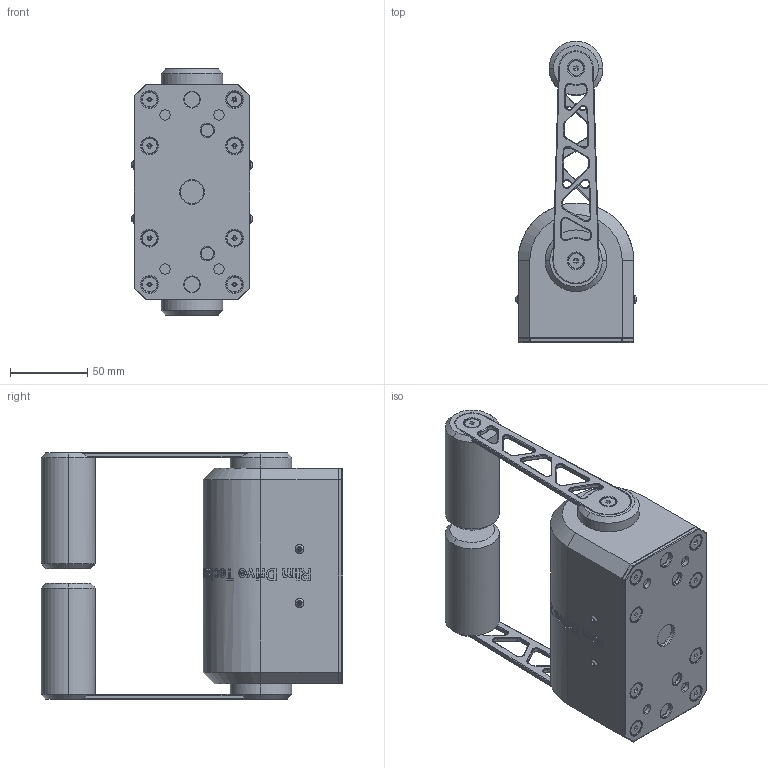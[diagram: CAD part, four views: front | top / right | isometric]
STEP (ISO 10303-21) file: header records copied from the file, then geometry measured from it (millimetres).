
FILE_DESCRIPTION (( 'STEP AP214' ), '1' );
FILE_NAME ('P-101-005-rev-C.STEP', '2021-05-15T06:43:04', ( '' ), ( '' ), 'SwSTEP 2.0', 'SolidWorks 2021', '' );
FILE_SCHEMA (( 'AUTOMOTIVE_DESIGN' ));
Length unit declared in the file: millimetre
Products named in the file (1): P-101-005-rev-C
Bounding box: 78.3 x 195.5 x 159.7 mm (x, y, z)
Volume: 1024148.9 mm3; surface area: 85221.3 mm2
Topology: 1 solids, 23 shells, 1394 faces, 3355 edges, 2034 vertices
Faces by surface type: plane 456, cylinder 288, bspline 284, torus 224, cone 118, sphere 24
Entity records: 77289 total; most frequent: CARTESIAN_POINT 36319, ORIENTED_EDGE 6638, DIRECTION 5746, EDGE_CURVE 3319, AXIS2_PLACEMENT_3D 2307, VERTEX_POINT 2034, EDGE_LOOP 1517, ADVANCED_FACE 1394
